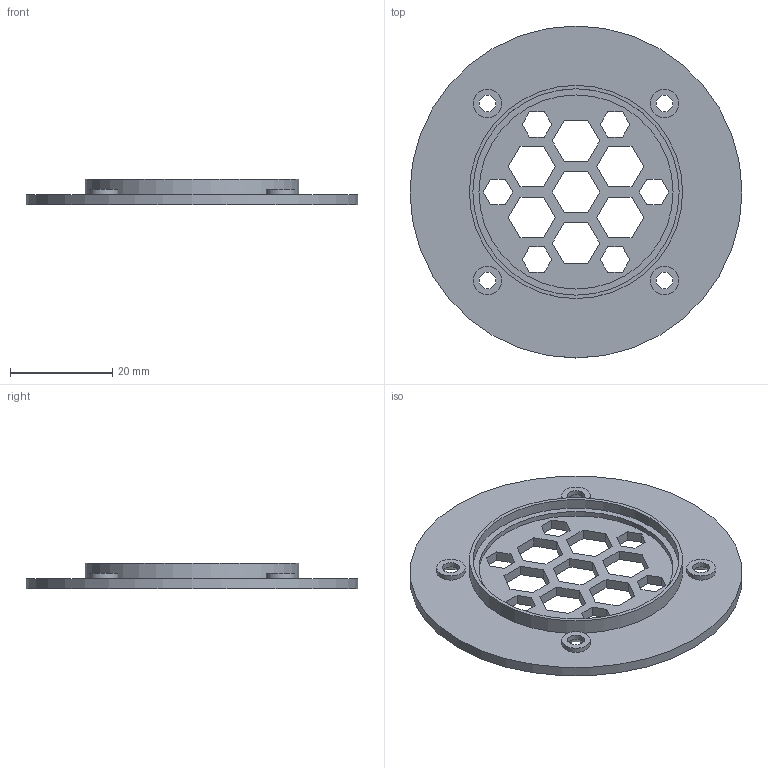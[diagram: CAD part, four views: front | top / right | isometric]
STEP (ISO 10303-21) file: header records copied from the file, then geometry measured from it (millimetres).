
FILE_DESCRIPTION(('STEP AP203'), '1');
FILE_NAME('Driver', '', ('UNSPECIFIED'), ('UNSPECIFIED'), 'C3D Converter', 'C3D Toolkit', '');
FILE_SCHEMA(('CONFIG_CONTROL_DESIGN'));
Length unit declared in the file: millimetre
Bounding box: 65 x 65 x 5 mm (x, y, z)
Volume: 5889.4 mm3; surface area: 7470.4 mm2
Topology: 1 solids, 1 shells, 103 faces, 278 edges, 184 vertices
Faces by surface type: plane 87, cylinder 12, cone 4
Full cylindrical faces by diameter (mm): 3.3 x4, 5.6 x4, 38 x1, 40.4 x1, 41.75 x1, 65 x1
Entity records: 4035 total; most frequent: CARTESIAN_POINT 550, ORIENTED_EDGE 524, DIRECTION 498, EDGE_CURVE 262, LINE 234, VECTOR 234, VERTEX_POINT 184, EDGE_LOOP 160
